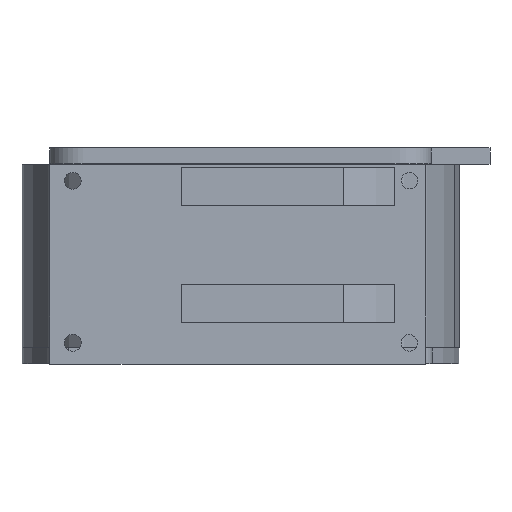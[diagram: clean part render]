
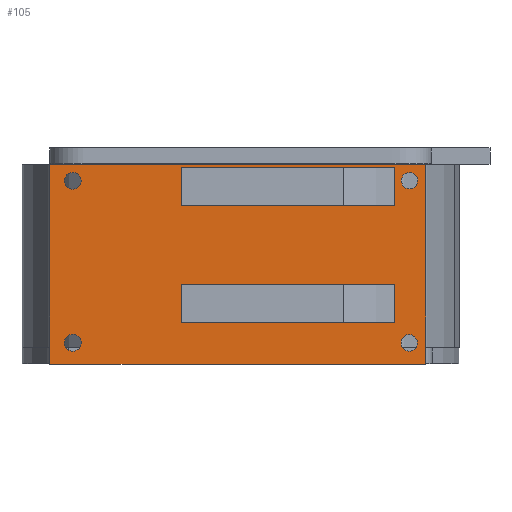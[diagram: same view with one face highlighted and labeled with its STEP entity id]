
A CAD part, front view. The second image highlights one B-rep face of the part: STEP entity #105.
In plain terms, the highlighted planar face has unit normal (0, -1, 0).
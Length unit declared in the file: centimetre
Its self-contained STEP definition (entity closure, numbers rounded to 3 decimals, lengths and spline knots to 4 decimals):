
#54=FACE_BOUND('',#304,.T.);
#55=FACE_BOUND('',#305,.T.);
#56=FACE_BOUND('',#306,.T.);
#57=FACE_BOUND('',#307,.T.);
#58=FACE_BOUND('',#308,.T.);
#59=FACE_BOUND('',#309,.T.);
#105=ADVANCED_FACE('',(#204,#54,#55,#56,#57,#58,#59),#1697,.T.);
#204=FACE_OUTER_BOUND('',#303,.T.);
#303=EDGE_LOOP('',(#461,#462,#463,#464));
#304=EDGE_LOOP('',(#465,#466,#467,#468));
#305=EDGE_LOOP('',(#469,#470,#471,#472));
#306=EDGE_LOOP('',(#473,#474));
#307=EDGE_LOOP('',(#475,#476));
#308=EDGE_LOOP('',(#477,#478));
#309=EDGE_LOOP('',(#479,#480));
#461=ORIENTED_EDGE('',*,*,#947,.F.);
#462=ORIENTED_EDGE('',*,*,#944,.F.);
#463=ORIENTED_EDGE('',*,*,#941,.F.);
#464=ORIENTED_EDGE('',*,*,#937,.F.);
#465=ORIENTED_EDGE('',*,*,#952,.F.);
#466=ORIENTED_EDGE('',*,*,#951,.F.);
#467=ORIENTED_EDGE('',*,*,#950,.F.);
#468=ORIENTED_EDGE('',*,*,#949,.F.);
#469=ORIENTED_EDGE('',*,*,#964,.F.);
#470=ORIENTED_EDGE('',*,*,#963,.F.);
#471=ORIENTED_EDGE('',*,*,#962,.F.);
#472=ORIENTED_EDGE('',*,*,#961,.F.);
#473=ORIENTED_EDGE('',*,*,#986,.F.);
#474=ORIENTED_EDGE('',*,*,#973,.F.);
#475=ORIENTED_EDGE('',*,*,#989,.F.);
#476=ORIENTED_EDGE('',*,*,#976,.F.);
#477=ORIENTED_EDGE('',*,*,#992,.F.);
#478=ORIENTED_EDGE('',*,*,#979,.F.);
#479=ORIENTED_EDGE('',*,*,#995,.F.);
#480=ORIENTED_EDGE('',*,*,#982,.F.);
#937=EDGE_CURVE('',#1480,#1481,#1320,.T.);
#941=EDGE_CURVE('',#1481,#1484,#1324,.T.);
#944=EDGE_CURVE('',#1484,#1486,#1327,.T.);
#947=EDGE_CURVE('',#1486,#1480,#1330,.T.);
#949=EDGE_CURVE('',#1488,#1489,#1332,.T.);
#950=EDGE_CURVE('',#1489,#1490,#1333,.T.);
#951=EDGE_CURVE('',#1490,#1491,#1334,.T.);
#952=EDGE_CURVE('',#1491,#1488,#1335,.T.);
#961=EDGE_CURVE('',#1496,#1497,#1344,.T.);
#962=EDGE_CURVE('',#1497,#1498,#1345,.T.);
#963=EDGE_CURVE('',#1498,#1499,#1346,.T.);
#964=EDGE_CURVE('',#1499,#1496,#1347,.T.);
#973=EDGE_CURVE('',#1504,#1512,#1184,.T.);
#976=EDGE_CURVE('',#1506,#1514,#1186,.T.);
#979=EDGE_CURVE('',#1508,#1516,#1188,.T.);
#982=EDGE_CURVE('',#1510,#1518,#1190,.T.);
#986=EDGE_CURVE('',#1512,#1504,#1192,.T.);
#989=EDGE_CURVE('',#1514,#1506,#1194,.T.);
#992=EDGE_CURVE('',#1516,#1508,#1196,.T.);
#995=EDGE_CURVE('',#1518,#1510,#1198,.T.);
#1184=TRIMMED_CURVE($,#1250,(#2384),(#2385),.T.,.CARTESIAN.);
#1186=TRIMMED_CURVE($,#1252,(#2392),(#2393),.T.,.CARTESIAN.);
#1188=TRIMMED_CURVE($,#1254,(#2400),(#2401),.T.,.CARTESIAN.);
#1190=TRIMMED_CURVE($,#1256,(#2408),(#2409),.T.,.CARTESIAN.);
#1192=TRIMMED_CURVE($,#1258,(#2418),(#2419),.T.,.CARTESIAN.);
#1194=TRIMMED_CURVE($,#1260,(#2426),(#2427),.T.,.CARTESIAN.);
#1196=TRIMMED_CURVE($,#1262,(#2434),(#2435),.T.,.CARTESIAN.);
#1198=TRIMMED_CURVE($,#1264,(#2442),(#2443),.T.,.CARTESIAN.);
#1250=CIRCLE('',#1853,0.1533);
#1252=CIRCLE('',#1855,0.1573);
#1254=CIRCLE('',#1857,0.1594);
#1256=CIRCLE('',#1859,0.154);
#1258=CIRCLE('',#1861,0.1533);
#1260=CIRCLE('',#1863,0.1573);
#1262=CIRCLE('',#1865,0.1594);
#1264=CIRCLE('',#1867,0.154);
#1320=B_SPLINE_CURVE_WITH_KNOTS('',1,(#2311,#2312),.UNSPECIFIED.,.F.,.F.,
(2,2),(-21.5781,-17.8342),.UNSPECIFIED.);
#1324=B_SPLINE_CURVE_WITH_KNOTS('',1,(#2319,#2320),.UNSPECIFIED.,.F.,.F.,
(2,2),(-17.8342,-10.7891),.UNSPECIFIED.);
#1327=B_SPLINE_CURVE_WITH_KNOTS('',1,(#2325,#2326),.UNSPECIFIED.,.F.,.F.,
(2,2),(-10.7891,-7.0451),.UNSPECIFIED.);
#1330=B_SPLINE_CURVE_WITH_KNOTS('',1,(#2331,#2332),.UNSPECIFIED.,.F.,.F.,
(2,2),(-7.0451,0.),.UNSPECIFIED.);
#1332=B_SPLINE_CURVE_WITH_KNOTS('',1,(#2335,#2336),.UNSPECIFIED.,.F.,.F.,
(2,2),(0.,3.9968),.UNSPECIFIED.);
#1333=B_SPLINE_CURVE_WITH_KNOTS('',1,(#2337,#2338),.UNSPECIFIED.,.F.,.F.,
(2,2),(0.,0.7194),.UNSPECIFIED.);
#1334=B_SPLINE_CURVE_WITH_KNOTS('',1,(#2339,#2340),.UNSPECIFIED.,.F.,.F.,
(2,2),(0.,3.9968),.UNSPECIFIED.);
#1335=B_SPLINE_CURVE_WITH_KNOTS('',1,(#2341,#2342),.UNSPECIFIED.,.F.,.F.,
(2,2),(0.,0.7194),.UNSPECIFIED.);
#1344=B_SPLINE_CURVE_WITH_KNOTS('',1,(#2359,#2360),.UNSPECIFIED.,.F.,.F.,
(2,2),(0.,3.9968),.UNSPECIFIED.);
#1345=B_SPLINE_CURVE_WITH_KNOTS('',1,(#2361,#2362),.UNSPECIFIED.,.F.,.F.,
(2,2),(0.,0.7194),.UNSPECIFIED.);
#1346=B_SPLINE_CURVE_WITH_KNOTS('',1,(#2363,#2364),.UNSPECIFIED.,.F.,.F.,
(2,2),(0.,3.9968),.UNSPECIFIED.);
#1347=B_SPLINE_CURVE_WITH_KNOTS('',1,(#2365,#2366),.UNSPECIFIED.,.F.,.F.,
(2,2),(0.,0.7194),.UNSPECIFIED.);
#1480=VERTEX_POINT('',#2271);
#1481=VERTEX_POINT('',#2272);
#1484=VERTEX_POINT('',#2275);
#1486=VERTEX_POINT('',#2277);
#1488=VERTEX_POINT('',#2279);
#1489=VERTEX_POINT('',#2280);
#1490=VERTEX_POINT('',#2281);
#1491=VERTEX_POINT('',#2282);
#1496=VERTEX_POINT('',#2287);
#1497=VERTEX_POINT('',#2288);
#1498=VERTEX_POINT('',#2289);
#1499=VERTEX_POINT('',#2290);
#1504=VERTEX_POINT('',#2295);
#1506=VERTEX_POINT('',#2297);
#1508=VERTEX_POINT('',#2299);
#1510=VERTEX_POINT('',#2301);
#1512=VERTEX_POINT('',#2303);
#1514=VERTEX_POINT('',#2305);
#1516=VERTEX_POINT('',#2307);
#1518=VERTEX_POINT('',#2309);
#1697=PLANE('',#1835);
#1835=AXIS2_PLACEMENT_3D('',#2253,#2008,$);
#1853=AXIS2_PLACEMENT_3D($,#2383,#2026,#2027);
#1855=AXIS2_PLACEMENT_3D($,#2391,#2030,#2031);
#1857=AXIS2_PLACEMENT_3D($,#2399,#2034,#2035);
#1859=AXIS2_PLACEMENT_3D($,#2407,#2038,#2039);
#1861=AXIS2_PLACEMENT_3D($,#2417,#2042,#2043);
#1863=AXIS2_PLACEMENT_3D($,#2425,#2046,#2047);
#1865=AXIS2_PLACEMENT_3D($,#2433,#2050,#2051);
#1867=AXIS2_PLACEMENT_3D($,#2441,#2054,#2055);
#2008=DIRECTION('',(0.,-1.,0.));
#2026=DIRECTION('',(0.,-1.,0.));
#2027=DIRECTION('',(-0.597,0.,-0.802));
#2030=DIRECTION('',(0.,-1.,0.));
#2031=DIRECTION('',(-0.716,0.,-0.698));
#2034=DIRECTION('',(0.,-1.,0.));
#2035=DIRECTION('',(-0.515,0.,0.857));
#2038=DIRECTION('',(0.,-1.,0.));
#2039=DIRECTION('',(-0.108,0.,0.994));
#2042=DIRECTION('',(0.,-1.,0.));
#2043=DIRECTION('',(0.597,0.,0.802));
#2046=DIRECTION('',(0.,-1.,0.));
#2047=DIRECTION('',(0.716,0.,0.698));
#2050=DIRECTION('',(0.,-1.,0.));
#2051=DIRECTION('',(0.515,0.,-0.857));
#2054=DIRECTION('',(0.,-1.,0.));
#2055=DIRECTION('',(0.108,0.,-0.994));
#2253=CARTESIAN_POINT('',(3.4693,-4.4023,100.4007));
#2271=CARTESIAN_POINT('',(-3.5758,-4.4023,100.4007));
#2272=CARTESIAN_POINT('',(-3.5758,-4.4023,104.1446));
#2275=CARTESIAN_POINT('',(3.4693,-4.4023,104.1446));
#2277=CARTESIAN_POINT('',(3.4693,-4.4023,100.4007));
#2279=CARTESIAN_POINT('',(-1.101,-4.4023,101.1787));
#2280=CARTESIAN_POINT('',(2.8958,-4.4023,101.1787));
#2281=CARTESIAN_POINT('',(2.8958,-4.4023,101.8981));
#2282=CARTESIAN_POINT('',(-1.101,-4.4023,101.8981));
#2287=CARTESIAN_POINT('',(-1.101,-4.4023,103.3725));
#2288=CARTESIAN_POINT('',(2.8958,-4.4023,103.3725));
#2289=CARTESIAN_POINT('',(2.8958,-4.4023,104.092));
#2290=CARTESIAN_POINT('',(-1.101,-4.4023,104.092));
#2295=CARTESIAN_POINT('',(3.0782,-4.4023,103.7182));
#2297=CARTESIAN_POINT('',(-3.2581,-4.4023,103.7302));
#2299=CARTESIAN_POINT('',(-3.2279,-4.4023,100.9402));
#2301=CARTESIAN_POINT('',(3.1478,-4.4023,100.953));
#2303=CARTESIAN_POINT('',(3.2612,-4.4023,103.9642));
#2305=CARTESIAN_POINT('',(-3.0329,-4.4023,103.9498));
#2307=CARTESIAN_POINT('',(-3.0635,-4.4023,100.667));
#2309=CARTESIAN_POINT('',(3.181,-4.4023,100.6469));
#2311=CARTESIAN_POINT('',(-3.5758,-4.4023,100.4007));
#2312=CARTESIAN_POINT('',(-3.5758,-4.4023,104.1446));
#2319=CARTESIAN_POINT('',(-3.5758,-4.4023,104.1446));
#2320=CARTESIAN_POINT('',(3.4693,-4.4023,104.1446));
#2325=CARTESIAN_POINT('',(3.4693,-4.4023,104.1446));
#2326=CARTESIAN_POINT('',(3.4693,-4.4023,100.4007));
#2331=CARTESIAN_POINT('',(3.4693,-4.4023,100.4007));
#2332=CARTESIAN_POINT('',(-3.5758,-4.4023,100.4007));
#2335=CARTESIAN_POINT('',(-1.101,-4.4023,101.1787));
#2336=CARTESIAN_POINT('',(2.8958,-4.4023,101.1787));
#2337=CARTESIAN_POINT('',(2.8958,-4.4023,101.1787));
#2338=CARTESIAN_POINT('',(2.8958,-4.4023,101.8981));
#2339=CARTESIAN_POINT('',(2.8958,-4.4023,101.8981));
#2340=CARTESIAN_POINT('',(-1.101,-4.4023,101.8981));
#2341=CARTESIAN_POINT('',(-1.101,-4.4023,101.8981));
#2342=CARTESIAN_POINT('',(-1.101,-4.4023,101.1787));
#2359=CARTESIAN_POINT('',(-1.101,-4.4023,103.3725));
#2360=CARTESIAN_POINT('',(2.8958,-4.4023,103.3725));
#2361=CARTESIAN_POINT('',(2.8958,-4.4023,103.3725));
#2362=CARTESIAN_POINT('',(2.8958,-4.4023,104.092));
#2363=CARTESIAN_POINT('',(2.8958,-4.4023,104.092));
#2364=CARTESIAN_POINT('',(-1.101,-4.4023,104.092));
#2365=CARTESIAN_POINT('',(-1.101,-4.4023,104.092));
#2366=CARTESIAN_POINT('',(-1.101,-4.4023,103.3725));
#2383=CARTESIAN_POINT('',(3.1697,-4.4023,103.8412));
#2384=CARTESIAN_POINT('',(3.0782,-4.4023,103.7182));
#2385=CARTESIAN_POINT('',(3.2612,-4.4023,103.9642));
#2391=CARTESIAN_POINT('',(-3.1455,-4.4023,103.84));
#2392=CARTESIAN_POINT('',(-3.2581,-4.4023,103.7302));
#2393=CARTESIAN_POINT('',(-3.0329,-4.4023,103.9498));
#2399=CARTESIAN_POINT('',(-3.1457,-4.4023,100.8036));
#2400=CARTESIAN_POINT('',(-3.2279,-4.4023,100.9402));
#2401=CARTESIAN_POINT('',(-3.0635,-4.4023,100.667));
#2407=CARTESIAN_POINT('',(3.1644,-4.4023,100.8));
#2408=CARTESIAN_POINT('',(3.1478,-4.4023,100.953));
#2409=CARTESIAN_POINT('',(3.181,-4.4023,100.6469));
#2417=CARTESIAN_POINT('',(3.1697,-4.4023,103.8412));
#2418=CARTESIAN_POINT('',(3.2612,-4.4023,103.9642));
#2419=CARTESIAN_POINT('',(3.0782,-4.4023,103.7182));
#2425=CARTESIAN_POINT('',(-3.1455,-4.4023,103.84));
#2426=CARTESIAN_POINT('',(-3.0329,-4.4023,103.9498));
#2427=CARTESIAN_POINT('',(-3.2581,-4.4023,103.7302));
#2433=CARTESIAN_POINT('',(-3.1457,-4.4023,100.8036));
#2434=CARTESIAN_POINT('',(-3.0635,-4.4023,100.667));
#2435=CARTESIAN_POINT('',(-3.2279,-4.4023,100.9402));
#2441=CARTESIAN_POINT('',(3.1644,-4.4023,100.8));
#2442=CARTESIAN_POINT('',(3.181,-4.4023,100.6469));
#2443=CARTESIAN_POINT('',(3.1478,-4.4023,100.953));
